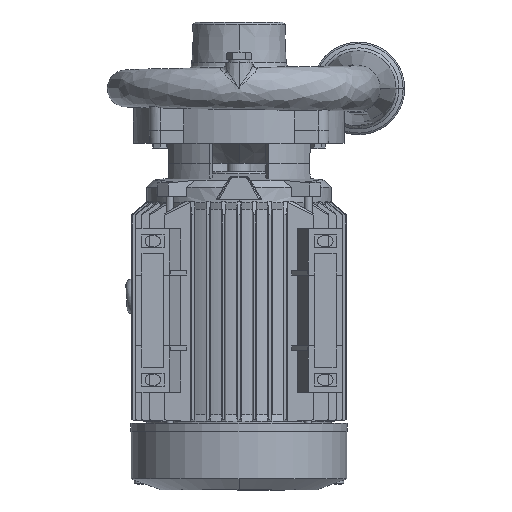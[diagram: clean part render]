
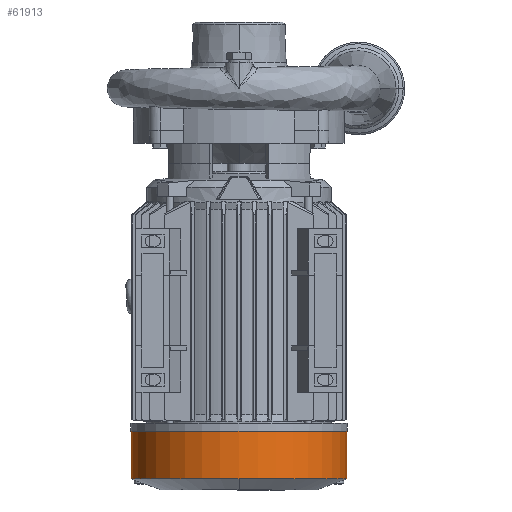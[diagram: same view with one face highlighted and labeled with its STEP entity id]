
A CAD part, front view. The second image highlights one B-rep face of the part: STEP entity #61913.
In plain terms, the highlighted cylindrical face has radius 70 mm (diameter 140 mm), a partial arc.
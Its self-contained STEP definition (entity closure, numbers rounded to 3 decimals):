
#997 = EDGE_CURVE ( 'NONE', #35048, #63148, #6147, .T. ) ;
#1504 = ORIENTED_EDGE ( 'NONE', *, *, #2371, .T. ) ;
#2371 = EDGE_CURVE ( 'NONE', #63148, #2443, #27549, .T. ) ;
#2443 = VERTEX_POINT ( 'NONE', #32850 ) ;
#5982 = EDGE_CURVE ( 'NONE', #68600, #35048, #52212, .T. ) ;
#6147 = LINE ( 'NONE', #18970, #6403 ) ;
#6403 = VECTOR ( 'NONE', #62205, 1000. ) ;
#6638 = ORIENTED_EDGE ( 'NONE', *, *, #5982, .T. ) ;
#7942 = CARTESIAN_POINT ( 'NONE',  ( -118.35, 0., -222.625 ) ) ;
#8895 = AXIS2_PLACEMENT_3D ( 'NONE', #50027, #29757, #51741 ) ;
#9486 = CARTESIAN_POINT ( 'NONE',  ( 21.65, 0., -253.322 ) ) ;
#9747 = CARTESIAN_POINT ( 'NONE',  ( -48.35, 0., -253.322 ) ) ;
#10114 = DIRECTION ( 'NONE',  ( 0., 0., 1. ) ) ;
#13703 = AXIS2_PLACEMENT_3D ( 'NONE', #18846, #52533, #47031 ) ;
#18354 = CARTESIAN_POINT ( 'NONE',  ( -48.35, 0., -222.625 ) ) ;
#18846 = CARTESIAN_POINT ( 'NONE',  ( -48.35, 0., -253.322 ) ) ;
#18970 = CARTESIAN_POINT ( 'NONE',  ( -118.35, 0., -222.625 ) ) ;
#21892 = CARTESIAN_POINT ( 'NONE',  ( 21.65, 0., -222.625 ) ) ;
#23484 = CYLINDRICAL_SURFACE ( 'NONE', #51100, 70. ) ;
#25008 = ORIENTED_EDGE ( 'NONE', *, *, #28484, .F. ) ;
#27549 = CIRCLE ( 'NONE', #47401, 70. ) ;
#27731 = CIRCLE ( 'NONE', #13703, 70. ) ;
#28484 = EDGE_CURVE ( 'NONE', #68600, #31380, #43964, .T. ) ;
#29757 = DIRECTION ( 'NONE',  ( 0., 0., -1. ) ) ;
#31380 = VERTEX_POINT ( 'NONE', #9486 ) ;
#31946 = EDGE_CURVE ( 'NONE', #2443, #31380, #27731, .T. ) ;
#32850 = CARTESIAN_POINT ( 'NONE',  ( -48.35, -70., -253.322 ) ) ;
#32998 = DIRECTION ( 'NONE',  ( 0., 0., -1. ) ) ;
#35048 = VERTEX_POINT ( 'NONE', #7942 ) ;
#39715 = CARTESIAN_POINT ( 'NONE',  ( -118.35, 0., -253.322 ) ) ;
#43964 = LINE ( 'NONE', #60467, #57054 ) ;
#45817 = DIRECTION ( 'NONE',  ( 0., 0., -1. ) ) ;
#47031 = DIRECTION ( 'NONE',  ( -1., 0., 0. ) ) ;
#47063 = ORIENTED_EDGE ( 'NONE', *, *, #997, .T. ) ;
#47401 = AXIS2_PLACEMENT_3D ( 'NONE', #9747, #10114, #71700 ) ;
#50027 = CARTESIAN_POINT ( 'NONE',  ( -48.35, 0., -222.625 ) ) ;
#51100 = AXIS2_PLACEMENT_3D ( 'NONE', #18354, #45817, #68188 ) ;
#51332 = FACE_OUTER_BOUND ( 'NONE', #55209, .T. ) ;
#51741 = DIRECTION ( 'NONE',  ( -1., 0., 0. ) ) ;
#52212 = CIRCLE ( 'NONE', #8895, 70. ) ;
#52533 = DIRECTION ( 'NONE',  ( 0., 0., 1. ) ) ;
#54708 = ORIENTED_EDGE ( 'NONE', *, *, #31946, .T. ) ;
#55209 = EDGE_LOOP ( 'NONE', ( #25008, #6638, #47063, #1504, #54708 ) ) ;
#57054 = VECTOR ( 'NONE', #32998, 1000. ) ;
#60467 = CARTESIAN_POINT ( 'NONE',  ( 21.65, 0., -222.625 ) ) ;
#61913 = ADVANCED_FACE ( 'NONE', ( #51332 ), #23484, .T. ) ;
#62205 = DIRECTION ( 'NONE',  ( 0., 0., -1. ) ) ;
#63148 = VERTEX_POINT ( 'NONE', #39715 ) ;
#68188 = DIRECTION ( 'NONE',  ( -1., 0., 0. ) ) ;
#68600 = VERTEX_POINT ( 'NONE', #21892 ) ;
#71700 = DIRECTION ( 'NONE',  ( -1., 0., 0. ) ) ;
